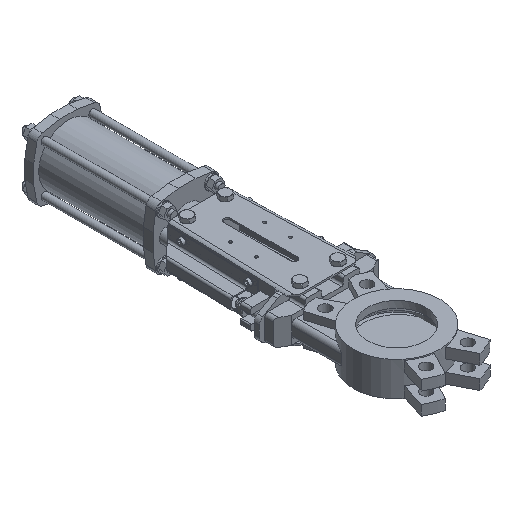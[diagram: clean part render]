
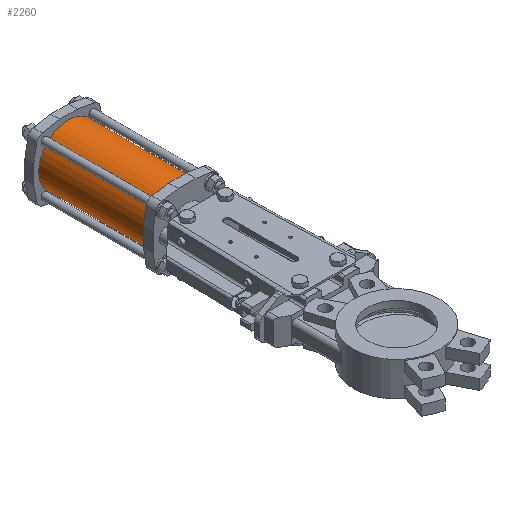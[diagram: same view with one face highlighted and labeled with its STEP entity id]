
A CAD part, isometric view. The second image highlights one B-rep face of the part: STEP entity #2260.
In plain terms, the highlighted cylindrical face has radius 43.5 mm (diameter 87 mm), a full revolution.
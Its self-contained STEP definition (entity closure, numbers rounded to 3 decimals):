
#2260 = ADVANCED_FACE( 'NONE', ( #4930, #4931 ), #4932, .T. );
#4930 = FACE_OUTER_BOUND( '', #7946, .T. );
#4931 = FACE_OUTER_BOUND( '', #7947, .T. );
#4932 = CYLINDRICAL_SURFACE( '', #7948, 43.5 );
#7946 = EDGE_LOOP( '', ( #15255 ) );
#7947 = EDGE_LOOP( '', ( #15256 ) );
#7948 = AXIS2_PLACEMENT_3D( '', #15257, #15258, #15259 );
#15255 = ORIENTED_EDGE( '', *, *, #18445, .T. );
#15256 = ORIENTED_EDGE( '', *, *, #20263, .F. );
#15257 = CARTESIAN_POINT( '', ( 0., 463., 0. ) );
#15258 = DIRECTION( '', ( 0., 1., 0. ) );
#15259 = DIRECTION( '', ( 0., 0., -1. ) );
#18445 = EDGE_CURVE( 'NONE', #22157, #22157, #22158, .T. );
#20263 = EDGE_CURVE( '', #24796, #24796, #24797, .T. );
#22157 = VERTEX_POINT( '', #28080 );
#22158 = CIRCLE( '', #28081, 43.5 );
#24796 = VERTEX_POINT( '', #32844 );
#24797 = CIRCLE( '', #32845, 43.5 );
#28080 = CARTESIAN_POINT( '', ( 0., 321., -43.5 ) );
#28081 = AXIS2_PLACEMENT_3D( '', #34433, #34434, #34435 );
#32844 = CARTESIAN_POINT( '', ( 42.755, 481., -8.017 ) );
#32845 = AXIS2_PLACEMENT_3D( '', #36226, #36227, #36228 );
#34433 = CARTESIAN_POINT( '', ( 0., 321., 0. ) );
#34434 = DIRECTION( '', ( 0., 1., 0. ) );
#34435 = DIRECTION( '', ( 0., 0., -1. ) );
#36226 = CARTESIAN_POINT( '', ( 0., 481., 0. ) );
#36227 = DIRECTION( '', ( 0., 1., 0. ) );
#36228 = DIRECTION( '', ( 0.983, 0., -0.184 ) );
